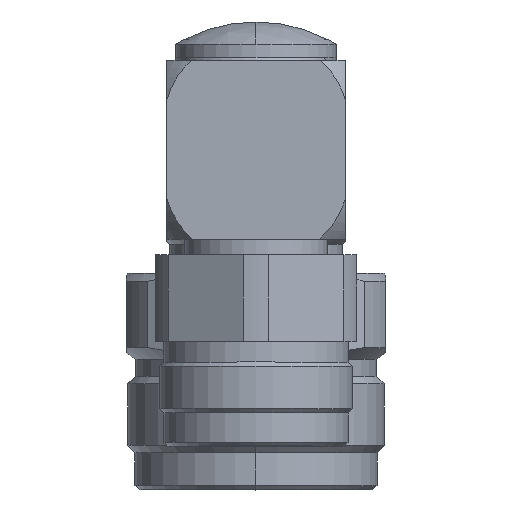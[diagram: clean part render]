
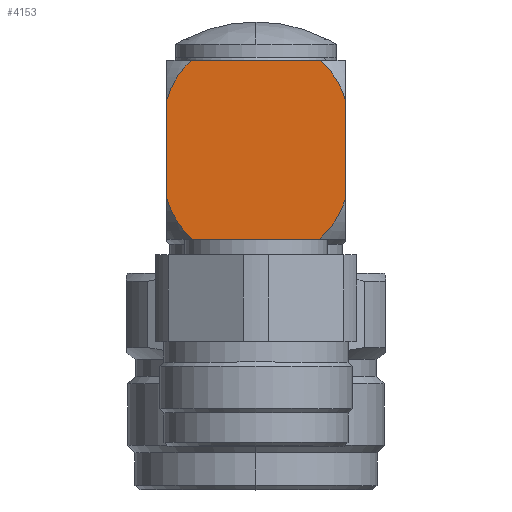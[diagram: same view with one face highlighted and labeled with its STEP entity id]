
A CAD part, top view. The second image highlights one B-rep face of the part: STEP entity #4153.
In plain terms, the highlighted face is planar.
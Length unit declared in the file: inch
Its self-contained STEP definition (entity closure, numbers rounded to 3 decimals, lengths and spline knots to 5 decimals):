
#1 = CARTESIAN_POINT ( 'NONE',  ( -0.275, 0.15095, -0.27585 ) ) ;
#71 = CARTESIAN_POINT ( 'NONE',  ( -0.275, 0.16315, -0.27253 ) ) ;
#223 = CARTESIAN_POINT ( 'NONE',  ( -0.275, 0.26017, 0.21414 ) ) ;
#257 = CARTESIAN_POINT ( 'NONE',  ( -0.275, -0.2742, -0.19919 ) ) ;
#260 = AXIS2_PLACEMENT_3D ( 'NONE', #10146, #10320, #4187 ) ;
#288 = CARTESIAN_POINT ( 'NONE',  ( -0.275, 0.23089, 0.23833 ) ) ;
#391 = CARTESIAN_POINT ( 'NONE',  ( -0.275, 0.15095, 0.27585 ) ) ;
#485 = CARTESIAN_POINT ( 'NONE',  ( -0.275, -0.15095, -0.27585 ) ) ;
#606 = CARTESIAN_POINT ( 'NONE',  ( -0.275, 0.2775, 0.27585 ) ) ;
#699 = CARTESIAN_POINT ( 'NONE',  ( -0.275, -0.23906, -0.23338 ) ) ;
#755 = CARTESIAN_POINT ( 'NONE',  ( -0.275, 0.15095, 0.27585 ) ) ;
#762 = CARTESIAN_POINT ( 'NONE',  ( -0.275, 0., 0.27585 ) ) ;
#1122 = VERTEX_POINT ( 'NONE', #7293 ) ;
#1560 = CARTESIAN_POINT ( 'NONE',  ( -0.275, -0.17425, 0.26859 ) ) ;
#1571 = VERTEX_POINT ( 'NONE', #257 ) ;
#1949 = LINE ( 'NONE', #2965, #4679 ) ;
#2020 = CARTESIAN_POINT ( 'NONE',  ( -0.275, 0.26923, 0.20502 ) ) ;
#2082 = EDGE_CURVE ( 'NONE', #9261, #8385, #6931, .T. ) ;
#2292 = LINE ( 'NONE', #606, #5654 ) ;
#2357 = EDGE_CURVE ( 'NONE', #8385, #6821, #10874, .T. ) ;
#2371 = VERTEX_POINT ( 'NONE', #5210 ) ;
#2373 = CARTESIAN_POINT ( 'NONE',  ( -0.275, -0.26602, 0.20832 ) ) ;
#2580 = CARTESIAN_POINT ( 'NONE',  ( -0.275, -0.15095, 0.27585 ) ) ;
#2734 = CARTESIAN_POINT ( 'NONE',  ( -0.275, 0.2775, -0.19544 ) ) ;
#2892 = CARTESIAN_POINT ( 'NONE',  ( -0.275, 0.20959, 0.25192 ) ) ;
#2965 = CARTESIAN_POINT ( 'NONE',  ( -0.275, -0.2742, 0.27585 ) ) ;
#3060 = CARTESIAN_POINT ( 'NONE',  ( -0.275, 0.2775, 0.19544 ) ) ;
#3185 = CARTESIAN_POINT ( 'NONE',  ( -0.275, 0.2775, 0.19544 ) ) ;
#3274 = ORIENTED_EDGE ( 'NONE', *, *, #9023, .F. ) ;
#3303 = ORIENTED_EDGE ( 'NONE', *, *, #9593, .T. ) ;
#3434 = CARTESIAN_POINT ( 'NONE',  ( -0.275, 0.17506, -0.2683 ) ) ;
#3560 = DIRECTION ( 'NONE',  ( 0., -1., 0. ) ) ;
#3669 = ORIENTED_EDGE ( 'NONE', *, *, #2082, .F. ) ;
#3790 = EDGE_CURVE ( 'NONE', #1122, #7509, #3792, .T. ) ;
#3792 = B_SPLINE_CURVE_WITH_KNOTS ( 'NONE', 3,
 ( #2734, #5403, #10686, #6915, #9806, #3434, #71, #1 ),
 .UNSPECIFIED., .F., .F.,
 ( 4, 2, 2, 4 ),
 ( 0.00536, 0.00728, 0.00824, 0.00921 ),
 .UNSPECIFIED. ) ;
#3996 = EDGE_CURVE ( 'NONE', #7509, #2371, #9229, .T. ) ;
#4046 = EDGE_LOOP ( 'NONE', ( #5119, #3274, #7747, #3669, #3303, #8100, #7866, #6225 ) ) ;
#4153 = ADVANCED_FACE ( 'NONE', ( #11028 ), #10196, .F. ) ;
#4187 = DIRECTION ( 'NONE',  ( 0., 0., -1. ) ) ;
#4192 = CARTESIAN_POINT ( 'NONE',  ( -0.275, -0.19681, 0.25872 ) ) ;
#4679 = VECTOR ( 'NONE', #7218, 39.37008 ) ;
#4714 = CARTESIAN_POINT ( 'NONE',  ( -0.275, 0., -0.27585 ) ) ;
#4782 = EDGE_CURVE ( 'NONE', #5033, #1122, #2292, .T. ) ;
#4983 = CARTESIAN_POINT ( 'NONE',  ( -0.275, -0.2285, 0.23998 ) ) ;
#5033 = VERTEX_POINT ( 'NONE', #3185 ) ;
#5069 = CARTESIAN_POINT ( 'NONE',  ( -0.275, -0.16275, -0.27264 ) ) ;
#5119 = ORIENTED_EDGE ( 'NONE', *, *, #10477, .F. ) ;
#5210 = CARTESIAN_POINT ( 'NONE',  ( -0.275, -0.15095, -0.27585 ) ) ;
#5403 = CARTESIAN_POINT ( 'NONE',  ( -0.275, 0.26077, -0.21483 ) ) ;
#5654 = VECTOR ( 'NONE', #6816, 39.37008 ) ;
#5878 = CARTESIAN_POINT ( 'NONE',  ( -0.275, -0.19679, -0.25873 ) ) ;
#6081 = CARTESIAN_POINT ( 'NONE',  ( -0.275, -0.20776, 0.25293 ) ) ;
#6225 = ORIENTED_EDGE ( 'NONE', *, *, #3996, .T. ) ;
#6230 = VECTOR ( 'NONE', #3560, 39.37008 ) ;
#6438 = CARTESIAN_POINT ( 'NONE',  ( -0.275, 0.17504, 0.26831 ) ) ;
#6608 = CARTESIAN_POINT ( 'NONE',  ( -0.275, 0.19832, 0.25799 ) ) ;
#6816 = DIRECTION ( 'NONE',  ( 0., 0., -1. ) ) ;
#6821 = VERTEX_POINT ( 'NONE', #7144 ) ;
#6915 = CARTESIAN_POINT ( 'NONE',  ( -0.275, 0.20965, -0.25189 ) ) ;
#6931 = LINE ( 'NONE', #762, #6230 ) ;
#7144 = CARTESIAN_POINT ( 'NONE',  ( -0.275, -0.2742, 0.19919 ) ) ;
#7218 = DIRECTION ( 'NONE',  ( 0., 0., -1. ) ) ;
#7293 = CARTESIAN_POINT ( 'NONE',  ( -0.275, 0.2775, -0.19544 ) ) ;
#7298 = B_SPLINE_CURVE_WITH_KNOTS ( 'NONE', 3,
 ( #391, #9965, #6438, #6608, #2892, #288, #7415, #223, #2020, #3060 ),
 .UNSPECIFIED., .F., .F.,
 ( 4, 2, 2, 2, 4 ),
 ( 0.0342, 0.03516, 0.03612, 0.03707, 0.03803 ),
 .UNSPECIFIED. ) ;
#7415 = CARTESIAN_POINT ( 'NONE',  ( -0.275, 0.241, 0.23077 ) ) ;
#7509 = VERTEX_POINT ( 'NONE', #10408 ) ;
#7618 = CARTESIAN_POINT ( 'NONE',  ( -0.275, -0.25769, -0.21762 ) ) ;
#7747 = ORIENTED_EDGE ( 'NONE', *, *, #2357, .F. ) ;
#7866 = ORIENTED_EDGE ( 'NONE', *, *, #3790, .T. ) ;
#8100 = ORIENTED_EDGE ( 'NONE', *, *, #4782, .T. ) ;
#8385 = VERTEX_POINT ( 'NONE', #2580 ) ;
#8668 = CARTESIAN_POINT ( 'NONE',  ( -0.275, -0.20784, -0.25289 ) ) ;
#8786 = VECTOR ( 'NONE', #9928, 39.37008 ) ;
#9023 = EDGE_CURVE ( 'NONE', #6821, #1571, #1949, .T. ) ;
#9229 = LINE ( 'NONE', #4714, #8786 ) ;
#9261 = VERTEX_POINT ( 'NONE', #755 ) ;
#9593 = EDGE_CURVE ( 'NONE', #9261, #5033, #7298, .T. ) ;
#9613 = CARTESIAN_POINT ( 'NONE',  ( -0.275, -0.25711, 0.21699 ) ) ;
#9617 = B_SPLINE_CURVE_WITH_KNOTS ( 'NONE', 3,
 ( #11223, #7618, #699, #8668, #5878, #11158, #5069, #485 ),
 .UNSPECIFIED., .F., .F.,
 ( 4, 2, 2, 4 ),
 ( 0.00549, 0.00735, 0.00828, 0.00921 ),
 .UNSPECIFIED. ) ;
#9806 = CARTESIAN_POINT ( 'NONE',  ( -0.275, 0.19829, -0.258 ) ) ;
#9928 = DIRECTION ( 'NONE',  ( 0., -1., 0. ) ) ;
#9965 = CARTESIAN_POINT ( 'NONE',  ( -0.275, 0.16312, 0.27254 ) ) ;
#10146 = CARTESIAN_POINT ( 'NONE',  ( -0.275, 0., 0.27585 ) ) ;
#10196 = PLANE ( 'NONE',  #260 ) ;
#10320 = DIRECTION ( 'NONE',  ( 1., 0., 0. ) ) ;
#10323 = CARTESIAN_POINT ( 'NONE',  ( -0.275, -0.15095, 0.27585 ) ) ;
#10408 = CARTESIAN_POINT ( 'NONE',  ( -0.275, 0.15095, -0.27585 ) ) ;
#10477 = EDGE_CURVE ( 'NONE', #1571, #2371, #9617, .T. ) ;
#10686 = CARTESIAN_POINT ( 'NONE',  ( -0.275, 0.24169, -0.23143 ) ) ;
#10874 = B_SPLINE_CURVE_WITH_KNOTS ( 'NONE', 3,
 ( #10323, #11367, #1560, #4192, #6081, #4983, #11205, #9613, #2373, #11131 ),
 .UNSPECIFIED., .F., .F.,
 ( 4, 2, 2, 2, 4 ),
 ( 0.0342, 0.03513, 0.03605, 0.03698, 0.03791 ),
 .UNSPECIFIED. ) ;
#11028 = FACE_OUTER_BOUND ( 'NONE', #4046, .T. ) ;
#11131 = CARTESIAN_POINT ( 'NONE',  ( -0.275, -0.2742, 0.19919 ) ) ;
#11158 = CARTESIAN_POINT ( 'NONE',  ( -0.275, -0.17428, -0.26858 ) ) ;
#11205 = CARTESIAN_POINT ( 'NONE',  ( -0.275, -0.23837, 0.23279 ) ) ;
#11223 = CARTESIAN_POINT ( 'NONE',  ( -0.275, -0.2742, -0.19919 ) ) ;
#11367 = CARTESIAN_POINT ( 'NONE',  ( -0.275, -0.16272, 0.27265 ) ) ;
